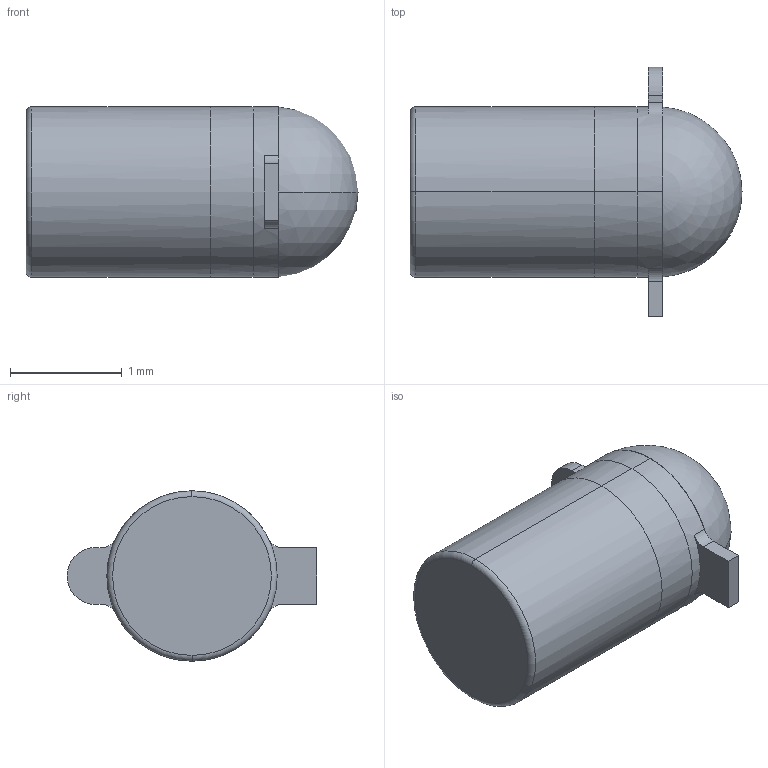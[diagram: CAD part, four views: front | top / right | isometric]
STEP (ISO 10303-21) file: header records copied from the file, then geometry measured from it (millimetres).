
FILE_DESCRIPTION (( 'STEP AP214' ), '1' );
FILE_NAME ('OP224S.STEP', '2019-11-04T20:35:54', ( '' ), ( '' ), 'SwSTEP 2.0', 'SolidWorks 2018', '' );
FILE_SCHEMA (( 'AUTOMOTIVE_DESIGN' ));
Length unit declared in the file: inch
Products named in the file (1): OP224S
Bounding box: 2.97 x 2.24 x 1.52 mm (x, y, z)
Volume: 4.8 mm3; surface area: 19.2 mm2
Topology: 1 solids, 2 shells, 29 faces, 66 edges, 43 vertices
Faces by surface type: cylinder 13, plane 12, torus 2, sphere 2
Entity records: 1220 total; most frequent: DIRECTION 158, CARTESIAN_POINT 157, ORIENTED_EDGE 132, EDGE_CURVE 66, AXIS2_PLACEMENT_3D 64, VERTEX_POINT 43, CIRCLE 34, EDGE_LOOP 31
